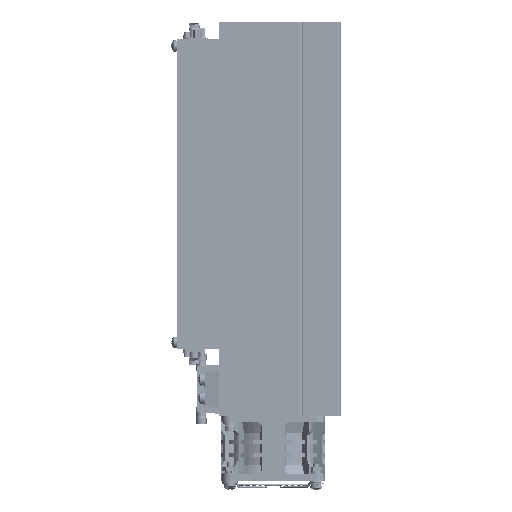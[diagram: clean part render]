
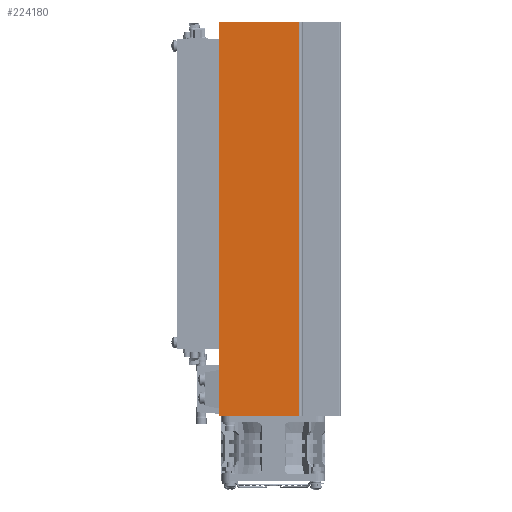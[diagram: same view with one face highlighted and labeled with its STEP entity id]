
A CAD part, left-side view. The second image highlights one B-rep face of the part: STEP entity #224180.
In plain terms, the highlighted planar face has unit normal (-1, 0, 0).
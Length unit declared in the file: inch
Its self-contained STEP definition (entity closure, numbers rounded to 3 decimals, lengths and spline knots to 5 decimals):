
#3630 = LINE ( 'NONE', #73226, #20980 ) ;
#16980 = LINE ( 'NONE', #223468, #145139 ) ;
#17839 = EDGE_CURVE ( 'NONE', #122881, #57487, #3630, .T. ) ;
#19754 = EDGE_CURVE ( 'NONE', #57487, #146240, #212432, .T. ) ;
#20096 = CARTESIAN_POINT ( 'NONE',  ( -0.0015, -1.84651, 9. ) ) ;
#20980 = VECTOR ( 'NONE', #162150, 39.37008 ) ;
#22352 = FACE_OUTER_BOUND ( 'NONE', #120370, .T. ) ;
#27965 = EDGE_CURVE ( 'NONE', #122881, #30426, #16980, .T. ) ;
#30426 = VERTEX_POINT ( 'NONE', #117466 ) ;
#38048 = ORIENTED_EDGE ( 'NONE', *, *, #44981, .F. ) ;
#44981 = EDGE_CURVE ( 'NONE', #30426, #146240, #66245, .T. ) ;
#54384 = ORIENTED_EDGE ( 'NONE', *, *, #17839, .T. ) ;
#57487 = VERTEX_POINT ( 'NONE', #101144 ) ;
#66245 = LINE ( 'NONE', #171199, #147779 ) ;
#73226 = CARTESIAN_POINT ( 'NONE',  ( -0.0015, 0., 9. ) ) ;
#86776 = DIRECTION ( 'NONE',  ( 0., 0., -1. ) ) ;
#94156 = PLANE ( 'NONE',  #212188 ) ;
#101144 = CARTESIAN_POINT ( 'NONE',  ( -0.0015, 0., 0. ) ) ;
#104130 = CARTESIAN_POINT ( 'NONE',  ( -0.0015, -1.84651, 0. ) ) ;
#105529 = CARTESIAN_POINT ( 'NONE',  ( -0.0015, -1.84651, 0. ) ) ;
#111256 = DIRECTION ( 'NONE',  ( 1., 0., 0. ) ) ;
#117466 = CARTESIAN_POINT ( 'NONE',  ( -0.0015, -1.84651, 9. ) ) ;
#120370 = EDGE_LOOP ( 'NONE', ( #167710, #38048, #145179, #54384 ) ) ;
#122881 = VERTEX_POINT ( 'NONE', #196035 ) ;
#137852 = DIRECTION ( 'NONE',  ( 0., -1., 0. ) ) ;
#145139 = VECTOR ( 'NONE', #137852, 39.37008 ) ;
#145179 = ORIENTED_EDGE ( 'NONE', *, *, #27965, .F. ) ;
#146240 = VERTEX_POINT ( 'NONE', #105529 ) ;
#147779 = VECTOR ( 'NONE', #86776, 39.37008 ) ;
#162150 = DIRECTION ( 'NONE',  ( 0., 0., -1. ) ) ;
#167710 = ORIENTED_EDGE ( 'NONE', *, *, #19754, .T. ) ;
#171199 = CARTESIAN_POINT ( 'NONE',  ( -0.0015, -1.84651, 9. ) ) ;
#173706 = DIRECTION ( 'NONE',  ( 0., -1., 0. ) ) ;
#176208 = VECTOR ( 'NONE', #173706, 39.37008 ) ;
#196035 = CARTESIAN_POINT ( 'NONE',  ( -0.0015, 0., 9. ) ) ;
#212188 = AXIS2_PLACEMENT_3D ( 'NONE', #20096, #111256, #216193 ) ;
#212432 = LINE ( 'NONE', #104130, #176208 ) ;
#216193 = DIRECTION ( 'NONE',  ( 0., 1., 0. ) ) ;
#223468 = CARTESIAN_POINT ( 'NONE',  ( -0.0015, -1.84651, 9. ) ) ;
#224180 = ADVANCED_FACE ( 'NONE', ( #22352 ), #94156, .F. ) ;
